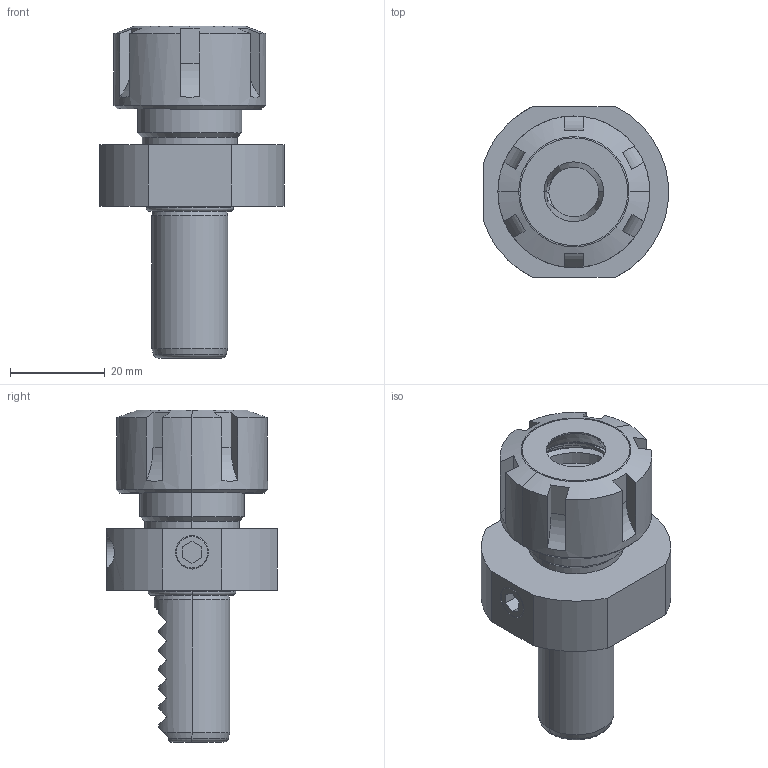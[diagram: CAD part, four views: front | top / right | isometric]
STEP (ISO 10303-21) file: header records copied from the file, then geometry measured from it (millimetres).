
FILE_DESCRIPTION (( 'STEP AP203' ), '1' );
FILE_NAME ('E4-16X16 ASSY.STEP', '2019-10-04T05:55:32', ( '' ), ( '' ), 'SwSTEP 2.0', 'SolidWorks 2017', '' );
FILE_SCHEMA (( 'CONFIG_CONTROL_DESIGN' ));
Length unit declared in the file: millimetre
Products named in the file (1): E4-16X16 ASSY
Bounding box: 38.93 x 36 x 70 mm (x, y, z)
Volume: 30459.7 mm3; surface area: 13595.7 mm2
Topology: 5 solids, 5 shells, 191 faces, 473 edges, 295 vertices
Faces by surface type: plane 78, cylinder 58, cone 40, torus 15
Entity records: 6100 total; most frequent: CARTESIAN_POINT 1565, ORIENTED_EDGE 938, DIRECTION 936, EDGE_CURVE 469, AXIS2_PLACEMENT_3D 366, VERTEX_POINT 295, EDGE_LOOP 208, LINE 204
